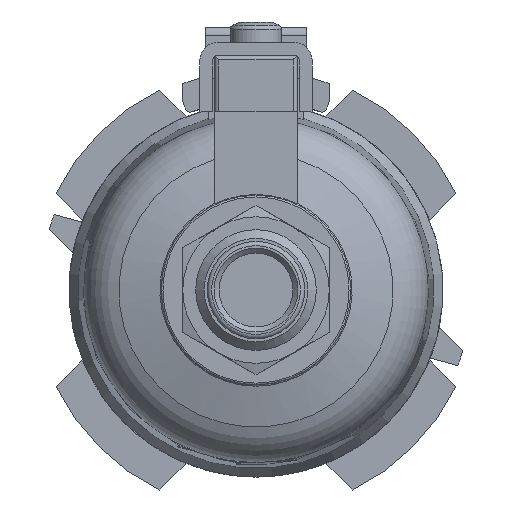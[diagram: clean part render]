
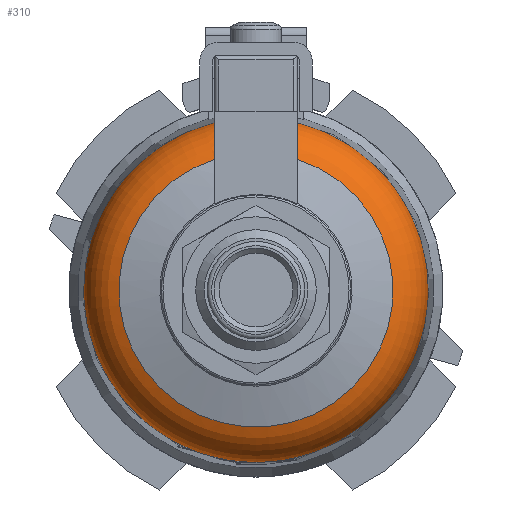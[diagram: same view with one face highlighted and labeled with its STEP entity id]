
A CAD part, front view. The second image highlights one B-rep face of the part: STEP entity #310.
In plain terms, the highlighted toroidal (fillet/blend) face has major radius 13.996 mm and minor radius 6 mm.
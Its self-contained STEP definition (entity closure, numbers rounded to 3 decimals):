
#310 = ADVANCED_FACE( '', ( #680 ), #681, .T. );
#680 = FACE_OUTER_BOUND( '', #1287, .T. );
#681 = TOROIDAL_SURFACE( '', #1288, 13.996, 6. );
#1287 = EDGE_LOOP( '', ( #2306, #2307, #2308, #2309 ) );
#1288 = AXIS2_PLACEMENT_3D( '', #2310, #2311, #2312 );
#2306 = ORIENTED_EDGE( '', *, *, #4028, .T. );
#2307 = ORIENTED_EDGE( '', *, *, #4011, .T. );
#2308 = ORIENTED_EDGE( '', *, *, #4167, .F. );
#2309 = ORIENTED_EDGE( '', *, *, #4024, .T. );
#2310 = CARTESIAN_POINT( '', ( 0., 18.355, 0. ) );
#2311 = DIRECTION( '', ( 0., -1., 0. ) );
#2312 = DIRECTION( '', ( 0., 0., -1. ) );
#4011 = EDGE_CURVE( '', #4701, #4702, #4703, .T. );
#4024 = EDGE_CURVE( '', #4727, #4725, #4728, .T. );
#4028 = EDGE_CURVE( '', #4725, #4701, #4733, .T. );
#4167 = EDGE_CURVE( '', #4727, #4702, #4965, .T. );
#4701 = VERTEX_POINT( '', #5858 );
#4702 = VERTEX_POINT( '', #5859 );
#4703 = B_SPLINE_CURVE_WITH_KNOTS( '', 3, ( #5860, #5861, #5862, #5863, #5864, #5865, #5866, #5867, #5868, #5869, #5870, #5871, #5872, #5873, #5874, #5875, #5876, #5877 ), .UNSPECIFIED., .F., .F., ( 4, 2, 2, 2, 2, 2, 2, 2, 4 ), ( 0.02, 0.021, 0.022, 0.023, 0.024, 0.025, 0.026, 0.027, 0.028 ), .UNSPECIFIED. );
#4725 = VERTEX_POINT( '', #5922 );
#4727 = VERTEX_POINT( '', #5933 );
#4728 = B_SPLINE_CURVE_WITH_KNOTS( '', 3, ( #5934, #5935, #5936, #5937, #5938, #5939, #5940, #5941, #5942, #5943, #5944, #5945, #5946, #5947, #5948, #5949 ), .UNSPECIFIED., .F., .F., ( 4, 2, 2, 2, 2, 2, 2, 4 ), ( 0.011, 0.012, 0.013, 0.014, 0.015, 0.017, 0.018, 0.019 ), .UNSPECIFIED. );
#4733 = CIRCLE( '', #5956, 19.996 );
#4965 = CIRCLE( '', #6414, 15.904 );
#5858 = CARTESIAN_POINT( '', ( 4.8, 18.31, 19.411 ) );
#5859 = CARTESIAN_POINT( '', ( 4.8, 12.667, 15.163 ) );
#5860 = CARTESIAN_POINT( '', ( 4.8, 18.31, 19.411 ) );
#5861 = CARTESIAN_POINT( '', ( 4.8, 17.996, 19.409 ) );
#5862 = CARTESIAN_POINT( '', ( 4.8, 17.678, 19.38 ) );
#5863 = CARTESIAN_POINT( '', ( 4.8, 17.058, 19.274 ) );
#5864 = CARTESIAN_POINT( '', ( 4.8, 16.755, 19.196 ) );
#5865 = CARTESIAN_POINT( '', ( 4.8, 16.161, 18.992 ) );
#5866 = CARTESIAN_POINT( '', ( 4.8, 15.868, 18.864 ) );
#5867 = CARTESIAN_POINT( '', ( 4.8, 15.313, 18.567 ) );
#5868 = CARTESIAN_POINT( '', ( 4.8, 15.05, 18.397 ) );
#5869 = CARTESIAN_POINT( '', ( 4.8, 14.551, 18.017 ) );
#5870 = CARTESIAN_POINT( '', ( 4.8, 14.313, 17.805 ) );
#5871 = CARTESIAN_POINT( '', ( 4.8, 13.877, 17.349 ) );
#5872 = CARTESIAN_POINT( '', ( 4.8, 13.679, 17.107 ) );
#5873 = CARTESIAN_POINT( '', ( 4.8, 13.32, 16.593 ) );
#5874 = CARTESIAN_POINT( '', ( 4.8, 13.159, 16.32 ) );
#5875 = CARTESIAN_POINT( '', ( 4.8, 12.879, 15.752 ) );
#5876 = CARTESIAN_POINT( '', ( 4.8, 12.762, 15.461 ) );
#5877 = CARTESIAN_POINT( '', ( 4.8, 12.667, 15.163 ) );
#5922 = CARTESIAN_POINT( '', ( -4.8, 18.31, 19.411 ) );
#5933 = CARTESIAN_POINT( '', ( -4.8, 12.667, 15.163 ) );
#5934 = CARTESIAN_POINT( '', ( -4.8, 12.667, 15.163 ) );
#5935 = CARTESIAN_POINT( '', ( -4.8, 12.762, 15.461 ) );
#5936 = CARTESIAN_POINT( '', ( -4.8, 12.879, 15.751 ) );
#5937 = CARTESIAN_POINT( '', ( -4.8, 13.156, 16.315 ) );
#5938 = CARTESIAN_POINT( '', ( -4.8, 13.318, 16.59 ) );
#5939 = CARTESIAN_POINT( '', ( -4.8, 13.679, 17.107 ) );
#5940 = CARTESIAN_POINT( '', ( -4.8, 13.878, 17.35 ) );
#5941 = CARTESIAN_POINT( '', ( -4.8, 14.311, 17.803 ) );
#5942 = CARTESIAN_POINT( '', ( -4.8, 14.546, 18.014 ) );
#5943 = CARTESIAN_POINT( '', ( -4.8, 15.304, 18.59 ) );
#5944 = CARTESIAN_POINT( '', ( -4.8, 15.856, 18.887 ) );
#5945 = CARTESIAN_POINT( '', ( -4.8, 16.756, 19.197 ) );
#5946 = CARTESIAN_POINT( '', ( -4.8, 17.063, 19.275 ) );
#5947 = CARTESIAN_POINT( '', ( -4.8, 17.681, 19.381 ) );
#5948 = CARTESIAN_POINT( '', ( -4.8, 17.994, 19.409 ) );
#5949 = CARTESIAN_POINT( '', ( -4.8, 18.31, 19.411 ) );
#5956 = AXIS2_PLACEMENT_3D( '', #7930, #7931, #7932 );
#6414 = AXIS2_PLACEMENT_3D( '', #8144, #8145, #8146 );
#7930 = CARTESIAN_POINT( '', ( 0., 18.31, 0. ) );
#7931 = DIRECTION( '', ( 0., -1., 0. ) );
#7932 = DIRECTION( '', ( 0., 0., -1. ) );
#8144 = CARTESIAN_POINT( '', ( 0., 12.667, 0. ) );
#8145 = DIRECTION( '', ( 0., -1., 0. ) );
#8146 = DIRECTION( '', ( 0., 0., -1. ) );
